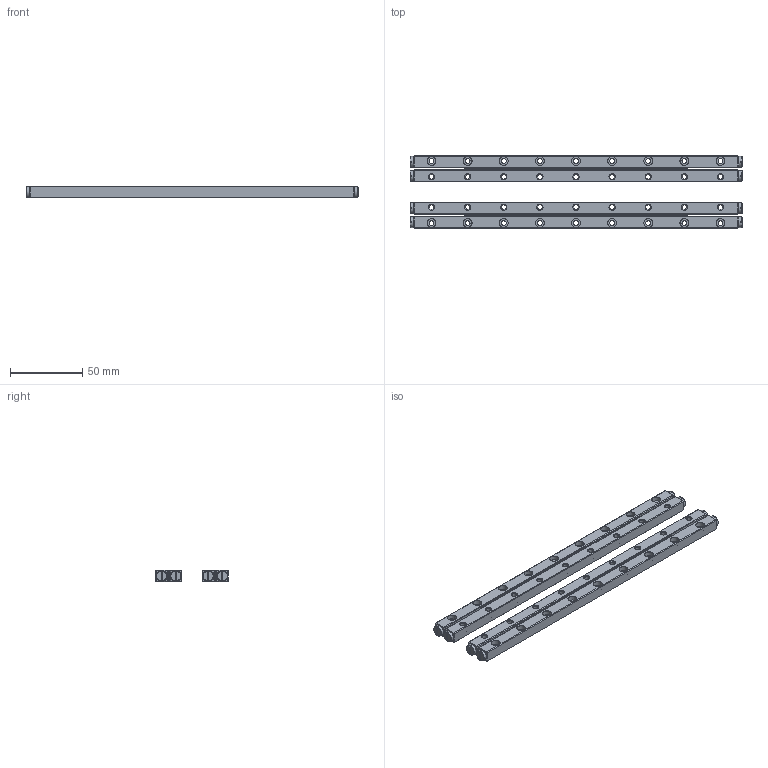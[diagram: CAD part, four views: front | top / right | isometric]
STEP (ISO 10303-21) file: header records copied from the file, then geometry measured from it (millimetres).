
FILE_DESCRIPTION(/* description */ (''),/* implementation_level */ '2;1');
FILE_NAME(/* name */ 'Set RSD-3225x31AA.stp',/* time_stamp */ '2018-12-06T17:37:53+01:00',/* author */ (''),/* organization */ (''),/* preprocessor_version */ 'ST-DEVELOPER v16.7',/* originating_system */ 'SIEMENS PLM Software NX 12.0',/* authorisation */ '');
FILE_SCHEMA (('AUTOMOTIVE_DESIGN { 1 0 10303 214 3 1 1 1 }'));
Length unit declared in the file: millimetre
Products named in the file (6): 019787_A_6-Roller Ø3x2.8; 022321_A_6-Body Cage R3x31AA; 003462_E_2-Rail RSD-3225; 011450_A_2-Endscrew GA 3; 024149_A_5-Roller Cage R3x31AA Assy; 041928_A_1-Set RSD-3225x31AA
Assembly tree (46 placements, depth 3):
  041928_A_1-Set RSD-3225x31AA
    024149_A_5-Roller Cage R3x31AA Assy  x2
      022321_A_6-Body Cage R3x31AA
      019787_A_6-Roller Ø3x2.8
    011450_A_2-Endscrew GA 3  x8
    003462_E_2-Rail RSD-3225  x4
Bounding box: 229.8 x 50 x 8 mm (x, y, z)
Volume: 54683.9 mm3; surface area: 42093.6 mm2
Topology: 76 solids, 76 shells, 2602 faces, 6716 edges, 4274 vertices
Faces by surface type: plane 1320, cylinder 1038, cone 244
Full cylindrical faces by diameter (mm): 2.6 x8, 3 x70, 3.2 x8, 3.3 x36, 6 x36, 7.5 x8
Entity records: 32565 total; most frequent: DIRECTION 5831, CARTESIAN_POINT 5572, ORIENTED_EDGE 5450, EDGE_CURVE 2725, AXIS2_PLACEMENT_3D 2029, LINE 1773, VECTOR 1773, VERTEX_POINT 1754
